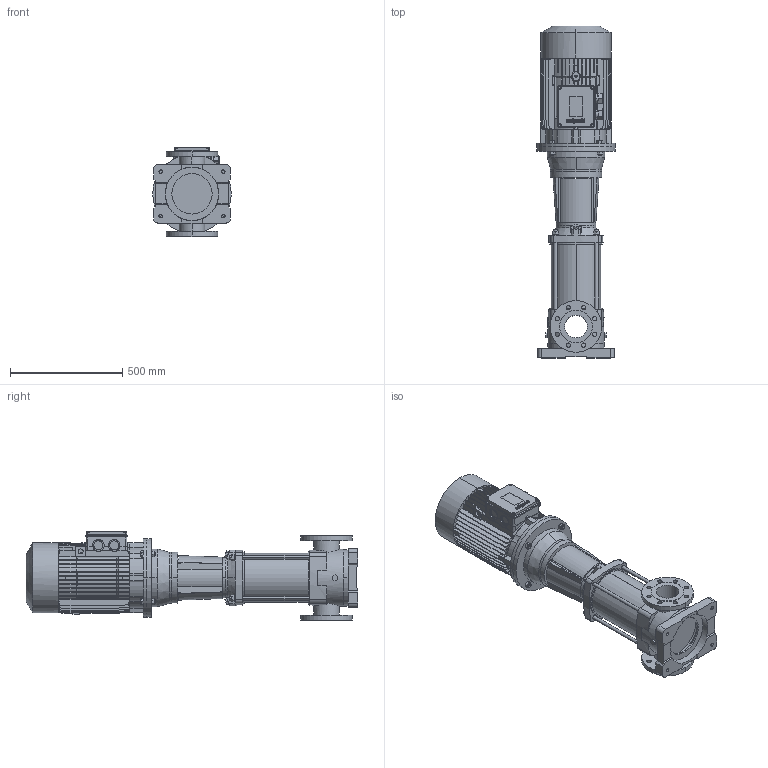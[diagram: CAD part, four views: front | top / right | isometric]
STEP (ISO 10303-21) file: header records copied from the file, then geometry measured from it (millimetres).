
FILE_DESCRIPTION (( 'STEP AP214' ), '1' );
FILE_NAME ('4.93.632.17swa01.step', '2021-05-24T08:52:35', ( '' ), ( '' ), 'SwSTEP 2.0', 'SolidWorks 2019', '' );
FILE_SCHEMA (( 'AUTOMOTIVE_DESIGN' ));
Length unit declared in the file: millimetre
Products named in the file (8): 10000007swn00_M16 õ; 10007670swn00_M40x1.5; 4.93.632.17swa01; 10007573swp00_160 VER; 10007576swa00_M160; 10007568swp00_M160 B5-De350; Copia di 4_93_631_14_REV00^4.93.632.17swa01; 10000018swn00_M16x55 8.8
Assembly tree (14 placements, depth 3):
  4.93.632.17swa01
    Copia di 4_93_631_14_REV00^4.93.632.17swa01
    10007576swa00_M160
      10007568swp00_M160 B5-De350
      10007573swp00_160 VER
      10007670swn00_M40x1.5  x2
    10000018swn00_M16x55 8.8  x4
    10000007swn00_M16 õ  x4
Bounding box: 350 x 1479.2 x 396.7 mm (x, y, z)
Volume: 48303848 mm3; surface area: 3972221.6 mm2
Topology: 36 solids, 44 shells, 2065 faces, 5320 edges, 3452 vertices
Faces by surface type: plane 1225, cylinder 449, cone 289, bspline 94, torus 8
Entity records: 62377 total; most frequent: CARTESIAN_POINT 16525, ORIENTED_EDGE 9662, DIRECTION 8741, EDGE_CURVE 4831, VERTEX_POINT 3177, VECTOR 3107, LINE 3107, AXIS2_PLACEMENT_3D 2817
